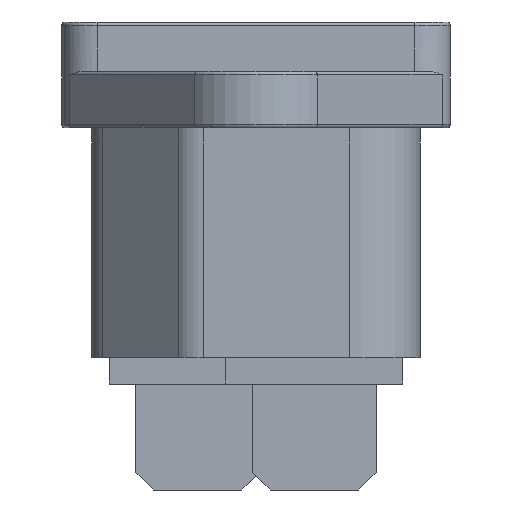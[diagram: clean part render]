
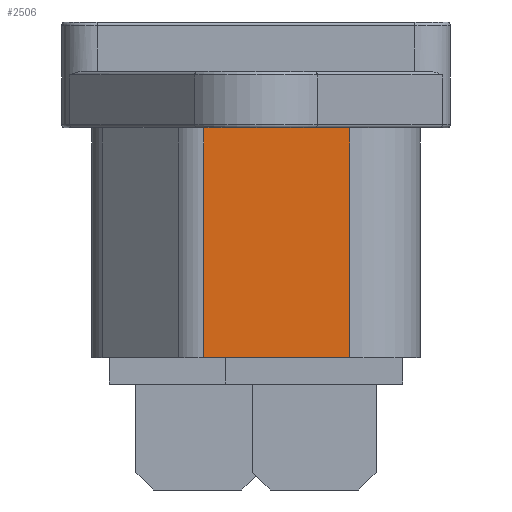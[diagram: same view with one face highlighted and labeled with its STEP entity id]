
A CAD part, left-side view. The second image highlights one B-rep face of the part: STEP entity #2506.
In plain terms, the highlighted planar face has unit normal (-1, 0, 0).
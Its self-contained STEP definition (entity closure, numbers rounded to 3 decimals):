
#363=FACE_OUTER_BOUND('',#526,.T.);
#526=EDGE_LOOP('',(#2174,#2175,#2176,#2177));
#664=LINE('',#3846,#902);
#705=LINE('',#4058,#943);
#712=LINE('',#4081,#950);
#753=LINE('',#4187,#991);
#902=VECTOR('',#3066,10.);
#943=VECTOR('',#3295,10.);
#950=VECTOR('',#3314,10.);
#991=VECTOR('',#3437,10.);
#1139=VERTEX_POINT('',#3843);
#1140=VERTEX_POINT('',#3845);
#1205=VERTEX_POINT('',#4056);
#1215=VERTEX_POINT('',#4079);
#1403=EDGE_CURVE('',#1139,#1140,#664,.T.);
#1504=EDGE_CURVE('',#1205,#1139,#705,.T.);
#1516=EDGE_CURVE('',#1215,#1205,#712,.T.);
#1565=EDGE_CURVE('',#1140,#1215,#753,.T.);
#2174=ORIENTED_EDGE('',*,*,#1504,.F.);
#2175=ORIENTED_EDGE('',*,*,#1516,.F.);
#2176=ORIENTED_EDGE('',*,*,#1565,.F.);
#2177=ORIENTED_EDGE('',*,*,#1403,.F.);
#2363=PLANE('',#2761);
#2506=ADVANCED_FACE('',(#363),#2363,.T.);
#2761=AXIS2_PLACEMENT_3D('',#4186,#3435,#3436);
#3066=DIRECTION('',(0.,-1.,0.));
#3295=DIRECTION('',(0.,0.,1.));
#3314=DIRECTION('',(0.,1.,0.));
#3435=DIRECTION('center_axis',(-1.,0.,0.));
#3436=DIRECTION('ref_axis',(0.,-1.,0.));
#3437=DIRECTION('',(0.,0.,-1.));
#3843=CARTESIAN_POINT('',(-13.5,2.972,13.));
#3845=CARTESIAN_POINT('',(-13.5,-5.3,13.));
#3846=CARTESIAN_POINT('',(-13.5,-9.3,13.));
#4056=CARTESIAN_POINT('',(-13.5,2.972,0.));
#4058=CARTESIAN_POINT('',(-13.5,2.972,0.));
#4079=CARTESIAN_POINT('',(-13.5,-5.3,0.));
#4081=CARTESIAN_POINT('',(-13.5,-9.3,0.));
#4186=CARTESIAN_POINT('Origin',(-13.5,9.3,0.));
#4187=CARTESIAN_POINT('',(-13.5,-5.3,0.));
